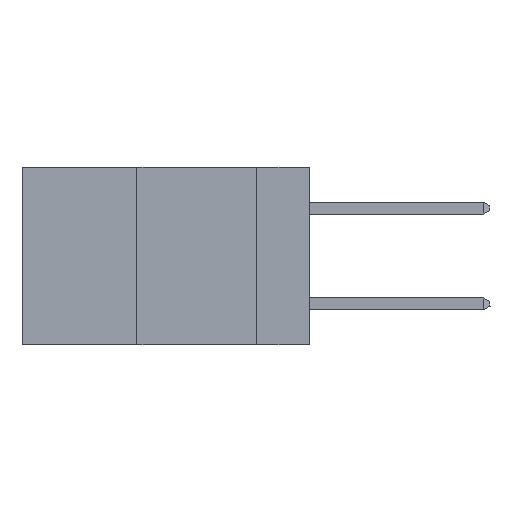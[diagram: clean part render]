
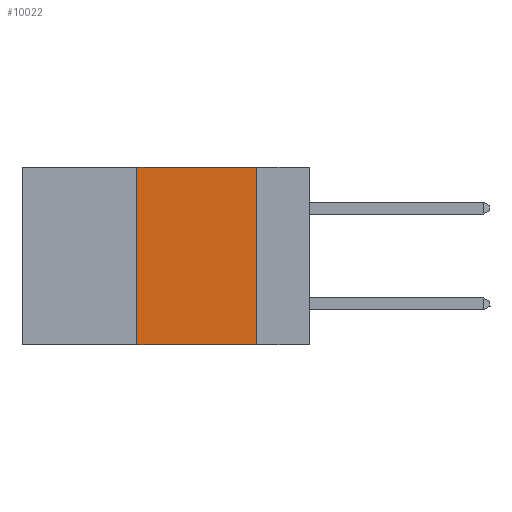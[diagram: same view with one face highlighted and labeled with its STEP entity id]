
A CAD part, left-side view. The second image highlights one B-rep face of the part: STEP entity #10022.
In plain terms, the highlighted planar face has unit normal (-1, 0, 0).
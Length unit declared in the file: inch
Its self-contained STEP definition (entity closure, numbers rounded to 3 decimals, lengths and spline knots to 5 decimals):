
#114 = VERTEX_POINT ( 'NONE', #17800 ) ;
#970 = CARTESIAN_POINT ( 'NONE',  ( 0., 0.6, -0.37 ) ) ;
#1196 = VECTOR ( 'NONE', #17440, 39.37008 ) ;
#1541 = ORIENTED_EDGE ( 'NONE', *, *, #8346, .F. ) ;
#2905 = PLANE ( 'NONE',  #22718 ) ;
#3211 = EDGE_LOOP ( 'NONE', ( #1541, #13349, #6555, #30061 ) ) ;
#4019 = VECTOR ( 'NONE', #11764, 39.37008 ) ;
#4997 = VERTEX_POINT ( 'NONE', #23319 ) ;
#5566 = LINE ( 'NONE', #19410, #13595 ) ;
#6555 = ORIENTED_EDGE ( 'NONE', *, *, #30123, .F. ) ;
#6866 = CARTESIAN_POINT ( 'NONE',  ( 0., 0.36, 0. ) ) ;
#8346 = EDGE_CURVE ( 'NONE', #14376, #4997, #16414, .T. ) ;
#10022 = ADVANCED_FACE ( 'NONE', ( #10793 ), #2905, .F. ) ;
#10036 = LINE ( 'NONE', #970, #1196 ) ;
#10273 = LINE ( 'NONE', #6866, #4019 ) ;
#10588 = EDGE_CURVE ( 'NONE', #25241, #4997, #10036, .T. ) ;
#10793 = FACE_OUTER_BOUND ( 'NONE', #3211, .T. ) ;
#11764 = DIRECTION ( 'NONE',  ( 0., 0., 1. ) ) ;
#11812 = EDGE_CURVE ( 'NONE', #114, #14376, #5566, .T. ) ;
#12253 = DIRECTION ( 'NONE',  ( 0., 0., -1. ) ) ;
#12613 = DIRECTION ( 'NONE',  ( 0., -1., 0. ) ) ;
#13349 = ORIENTED_EDGE ( 'NONE', *, *, #11812, .F. ) ;
#13595 = VECTOR ( 'NONE', #12613, 39.37008 ) ;
#14376 = VERTEX_POINT ( 'NONE', #28775 ) ;
#14749 = DIRECTION ( 'NONE',  ( 1., 0., 0. ) ) ;
#16414 = LINE ( 'NONE', #25934, #18588 ) ;
#17440 = DIRECTION ( 'NONE',  ( 0., -1., 0. ) ) ;
#17800 = CARTESIAN_POINT ( 'NONE',  ( 0., 0.36, 0. ) ) ;
#18588 = VECTOR ( 'NONE', #25727, 39.37008 ) ;
#19410 = CARTESIAN_POINT ( 'NONE',  ( 0., 0.6, 0. ) ) ;
#21112 = CARTESIAN_POINT ( 'NONE',  ( 0., 0.36, -0.37 ) ) ;
#21670 = CARTESIAN_POINT ( 'NONE',  ( 0., 0.6, 0. ) ) ;
#22718 = AXIS2_PLACEMENT_3D ( 'NONE', #21670, #14749, #12253 ) ;
#23319 = CARTESIAN_POINT ( 'NONE',  ( 0., 0.11, -0.37 ) ) ;
#25241 = VERTEX_POINT ( 'NONE', #21112 ) ;
#25727 = DIRECTION ( 'NONE',  ( 0., 0., -1. ) ) ;
#25934 = CARTESIAN_POINT ( 'NONE',  ( 0., 0.11, 0. ) ) ;
#28775 = CARTESIAN_POINT ( 'NONE',  ( 0., 0.11, 0. ) ) ;
#30061 = ORIENTED_EDGE ( 'NONE', *, *, #10588, .T. ) ;
#30123 = EDGE_CURVE ( 'NONE', #25241, #114, #10273, .T. ) ;
